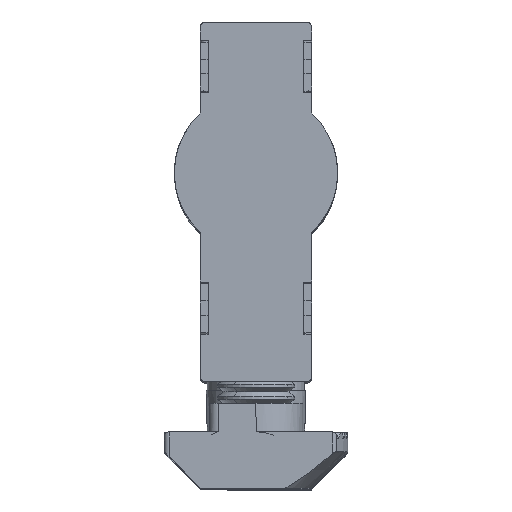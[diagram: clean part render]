
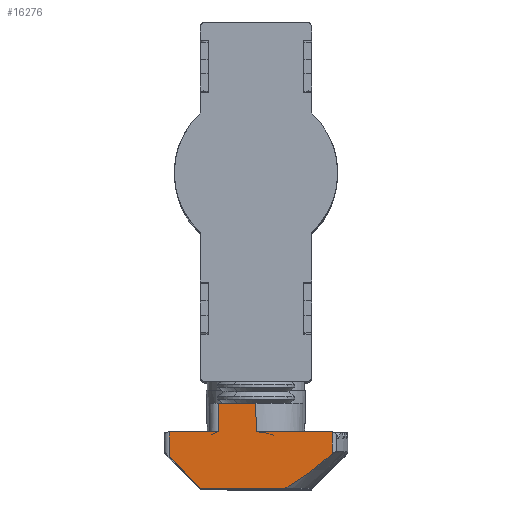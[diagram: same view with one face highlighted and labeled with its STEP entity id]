
A CAD part, top view. The second image highlights one B-rep face of the part: STEP entity #16276.
In plain terms, the highlighted face is planar.
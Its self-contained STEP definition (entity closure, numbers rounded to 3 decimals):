
#843 = LINE ( 'NONE', #8306, #9943 ) ;
#1101 = CARTESIAN_POINT ( 'NONE',  ( -9.5, -4.85, 5.9 ) ) ;
#1109 = ORIENTED_EDGE ( 'NONE', *, *, #2293, .T. ) ;
#1116 = CARTESIAN_POINT ( 'NONE',  ( -9.5, -4.85, 5.85 ) ) ;
#1460 = DIRECTION ( 'NONE',  ( -1., 0., 0. ) ) ;
#1653 = VERTEX_POINT ( 'NONE', #12586 ) ;
#1998 = EDGE_CURVE ( 'NONE', #6785, #18744, #19830, .T. ) ;
#2293 = EDGE_CURVE ( 'NONE', #1653, #15114, #843, .T. ) ;
#2781 = CARTESIAN_POINT ( 'NONE',  ( 0., -4.85, 8.8 ) ) ;
#3384 = EDGE_LOOP ( 'NONE', ( #10312, #1109, #4954, #19905, #19846, #18780, #10116, #7449, #9444, #19223 ) ) ;
#3886 = CARTESIAN_POINT ( 'NONE',  ( -5.7, -4.85, 0. ) ) ;
#3925 = VECTOR ( 'NONE', #22797, 1000. ) ;
#4273 = CARTESIAN_POINT ( 'NONE',  ( 7.879, -4.85, 5.9 ) ) ;
#4408 = LINE ( 'NONE', #5020, #17171 ) ;
#4450 = LINE ( 'NONE', #4273, #8775 ) ;
#4789 = VECTOR ( 'NONE', #11985, 1000. ) ;
#4954 = ORIENTED_EDGE ( 'NONE', *, *, #19088, .T. ) ;
#5020 = CARTESIAN_POINT ( 'NONE',  ( -9.5, -4.85, 5.85 ) ) ;
#5202 = VERTEX_POINT ( 'NONE', #9003 ) ;
#5493 = CARTESIAN_POINT ( 'NONE',  ( 3.445, -4.85, 0.237 ) ) ;
#5535 = VERTEX_POINT ( 'NONE', #8504 ) ;
#5626 = CARTESIAN_POINT ( 'NONE',  ( 0., -4.85, 8.8 ) ) ;
#6020 = B_SPLINE_CURVE_WITH_KNOTS ( 'NONE', 3,
 ( #7266, #5493, #18154, #7341, #19962, #9181, #21794, #10979 ),
 .UNSPECIFIED., .F., .F.,
 ( 4, 2, 2, 4 ),
 ( 0., 0.002, 0.003, 0.006 ),
 .UNSPECIFIED. ) ;
#6518 = CARTESIAN_POINT ( 'NONE',  ( -9.5, -4.85, 0. ) ) ;
#6582 = DIRECTION ( 'NONE',  ( 0., 1., 0. ) ) ;
#6703 = VERTEX_POINT ( 'NONE', #21747 ) ;
#6785 = VERTEX_POINT ( 'NONE', #20075 ) ;
#6919 = VECTOR ( 'NONE', #7489, 1000. ) ;
#7266 = CARTESIAN_POINT ( 'NONE',  ( 2.995, -4.85, 0. ) ) ;
#7341 = CARTESIAN_POINT ( 'NONE',  ( 4.716, -4.85, 1.057 ) ) ;
#7449 = ORIENTED_EDGE ( 'NONE', *, *, #15602, .T. ) ;
#7489 = DIRECTION ( 'NONE',  ( -1., 0., 0. ) ) ;
#7951 = DIRECTION ( 'NONE',  ( 0., 0., 1. ) ) ;
#8177 = VERTEX_POINT ( 'NONE', #16736 ) ;
#8192 = VECTOR ( 'NONE', #11913, 1000. ) ;
#8306 = CARTESIAN_POINT ( 'NONE',  ( -3.85, -4.85, 5.85 ) ) ;
#8504 = CARTESIAN_POINT ( 'NONE',  ( 2.995, -4.85, 0. ) ) ;
#8775 = VECTOR ( 'NONE', #7951, 1000. ) ;
#9003 = CARTESIAN_POINT ( 'NONE',  ( 7.879, -4.85, 3.552 ) ) ;
#9181 = CARTESIAN_POINT ( 'NONE',  ( 6.332, -4.85, 2.258 ) ) ;
#9444 = ORIENTED_EDGE ( 'NONE', *, *, #21341, .T. ) ;
#9943 = VECTOR ( 'NONE', #20920, 1000. ) ;
#10116 = ORIENTED_EDGE ( 'NONE', *, *, #11393, .T. ) ;
#10250 = CARTESIAN_POINT ( 'NONE',  ( -9., -4.85, 5.9 ) ) ;
#10312 = ORIENTED_EDGE ( 'NONE', *, *, #23088, .T. ) ;
#10611 = VECTOR ( 'NONE', #15621, 1000. ) ;
#10721 = CARTESIAN_POINT ( 'NONE',  ( 0., -4.85, 8.8 ) ) ;
#10979 = CARTESIAN_POINT ( 'NONE',  ( 7.879, -4.85, 3.552 ) ) ;
#11074 = VERTEX_POINT ( 'NONE', #21515 ) ;
#11393 = EDGE_CURVE ( 'NONE', #5535, #5202, #6020, .T. ) ;
#11913 = DIRECTION ( 'NONE',  ( 0., 0., -1. ) ) ;
#11985 = DIRECTION ( 'NONE',  ( -1., 0., 0. ) ) ;
#12134 = EDGE_CURVE ( 'NONE', #19284, #8177, #22593, .T. ) ;
#12196 = EDGE_CURVE ( 'NONE', #18744, #5535, #12997, .T. ) ;
#12586 = CARTESIAN_POINT ( 'NONE',  ( -3.85, -4.85, 8.8 ) ) ;
#12871 = LINE ( 'NONE', #10250, #10611 ) ;
#12960 = FACE_OUTER_BOUND ( 'NONE', #3384, .T. ) ;
#12997 = LINE ( 'NONE', #6518, #3925 ) ;
#13564 = DIRECTION ( 'NONE',  ( 0.707, 0., -0.707 ) ) ;
#14071 = CARTESIAN_POINT ( 'NONE',  ( -3.85, -4.85, 5.85 ) ) ;
#15042 = VECTOR ( 'NONE', #13564, 1000. ) ;
#15114 = VERTEX_POINT ( 'NONE', #14071 ) ;
#15589 = LINE ( 'NONE', #1116, #4789 ) ;
#15602 = EDGE_CURVE ( 'NONE', #5202, #6703, #4450, .T. ) ;
#15621 = DIRECTION ( 'NONE',  ( 0., 0., -1. ) ) ;
#16276 = ADVANCED_FACE ( 'NONE', ( #12960 ), #17423, .F. ) ;
#16736 = CARTESIAN_POINT ( 'NONE',  ( 0., -4.85, 5.85 ) ) ;
#17171 = VECTOR ( 'NONE', #1460, 1000. ) ;
#17423 = PLANE ( 'NONE',  #21601 ) ;
#18154 = CARTESIAN_POINT ( 'NONE',  ( 3.876, -4.85, 0.5 ) ) ;
#18744 = VERTEX_POINT ( 'NONE', #3886 ) ;
#18780 = ORIENTED_EDGE ( 'NONE', *, *, #12196, .T. ) ;
#19088 = EDGE_CURVE ( 'NONE', #15114, #11074, #15589, .T. ) ;
#19207 = DIRECTION ( 'NONE',  ( 0., 0., 1. ) ) ;
#19223 = ORIENTED_EDGE ( 'NONE', *, *, #12134, .F. ) ;
#19284 = VERTEX_POINT ( 'NONE', #10721 ) ;
#19830 = LINE ( 'NONE', #22569, #15042 ) ;
#19846 = ORIENTED_EDGE ( 'NONE', *, *, #1998, .T. ) ;
#19905 = ORIENTED_EDGE ( 'NONE', *, *, #23381, .T. ) ;
#19962 = CARTESIAN_POINT ( 'NONE',  ( 5.125, -4.85, 1.351 ) ) ;
#20075 = CARTESIAN_POINT ( 'NONE',  ( -9., -4.85, 3.3 ) ) ;
#20920 = DIRECTION ( 'NONE',  ( 0., 0., -1. ) ) ;
#21327 = LINE ( 'NONE', #5626, #6919 ) ;
#21341 = EDGE_CURVE ( 'NONE', #6703, #8177, #4408, .T. ) ;
#21515 = CARTESIAN_POINT ( 'NONE',  ( -9., -4.85, 5.85 ) ) ;
#21601 = AXIS2_PLACEMENT_3D ( 'NONE', #1101, #6582, #19207 ) ;
#21747 = CARTESIAN_POINT ( 'NONE',  ( 7.879, -4.85, 5.85 ) ) ;
#21794 = CARTESIAN_POINT ( 'NONE',  ( 7.111, -4.85, 2.898 ) ) ;
#22569 = CARTESIAN_POINT ( 'NONE',  ( -9.5, -4.85, 3.8 ) ) ;
#22593 = LINE ( 'NONE', #2781, #8192 ) ;
#22797 = DIRECTION ( 'NONE',  ( 1., 0., 0. ) ) ;
#23088 = EDGE_CURVE ( 'NONE', #19284, #1653, #21327, .T. ) ;
#23381 = EDGE_CURVE ( 'NONE', #11074, #6785, #12871, .T. ) ;
